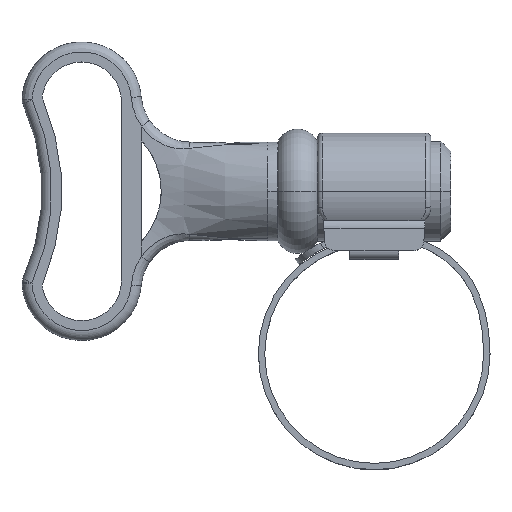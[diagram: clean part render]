
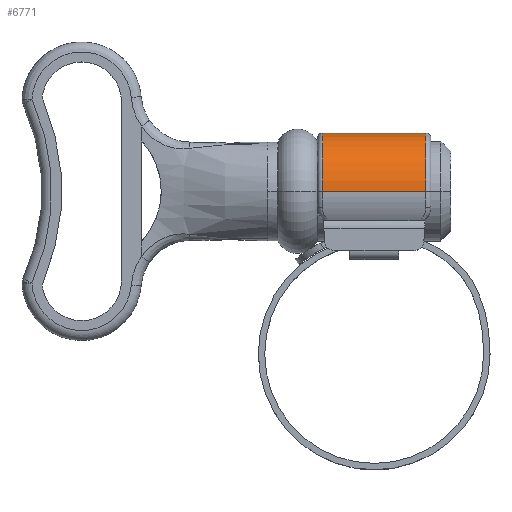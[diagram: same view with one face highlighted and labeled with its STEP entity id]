
A CAD part, top view. The second image highlights one B-rep face of the part: STEP entity #6771.
In plain terms, the highlighted cylindrical face has radius 5.85 mm (diameter 11.7 mm), a partial arc.
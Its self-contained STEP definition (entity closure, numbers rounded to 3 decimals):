
#25 = EDGE_CURVE ( 'NONE', #6431, #4397, #2848, .T. ) ;
#84 = CARTESIAN_POINT ( 'NONE',  ( 5.2, 16.35, 5.85 ) ) ;
#225 = EDGE_LOOP ( 'NONE', ( #9476, #5654, #7376, #6700 ) ) ;
#448 = EDGE_CURVE ( 'NONE', #4397, #2942, #4299, .T. ) ;
#791 = DIRECTION ( 'NONE',  ( 1., 0., 0. ) ) ;
#1156 = CIRCLE ( 'NONE', #6973, 5.85 ) ;
#2059 = DIRECTION ( 'NONE',  ( 1., 0., 0. ) ) ;
#2269 = FACE_OUTER_BOUND ( 'NONE', #225, .T. ) ;
#2278 = DIRECTION ( 'NONE',  ( 0., 0., -1. ) ) ;
#2848 = LINE ( 'NONE', #5151, #6629 ) ;
#2942 = VERTEX_POINT ( 'NONE', #7360 ) ;
#3356 = DIRECTION ( 'NONE',  ( 1., 0., 0. ) ) ;
#4139 = AXIS2_PLACEMENT_3D ( 'NONE', #9021, #4545, #2278 ) ;
#4299 = CIRCLE ( 'NONE', #4139, 5.85 ) ;
#4397 = VERTEX_POINT ( 'NONE', #84 ) ;
#4538 = DIRECTION ( 'NONE',  ( 0., 0., 1. ) ) ;
#4545 = DIRECTION ( 'NONE',  ( -1., 0., 0. ) ) ;
#4844 = VERTEX_POINT ( 'NONE', #7154 ) ;
#4956 = VECTOR ( 'NONE', #3356, 1000. ) ;
#4981 = CARTESIAN_POINT ( 'NONE',  ( -5.7, 16.35, -5.85 ) ) ;
#5151 = CARTESIAN_POINT ( 'NONE',  ( -5.7, 16.35, 5.85 ) ) ;
#5654 = ORIENTED_EDGE ( 'NONE', *, *, #25, .T. ) ;
#6028 = AXIS2_PLACEMENT_3D ( 'NONE', #7535, #8292, #7685 ) ;
#6431 = VERTEX_POINT ( 'NONE', #7312 ) ;
#6629 = VECTOR ( 'NONE', #2059, 1000. ) ;
#6700 = ORIENTED_EDGE ( 'NONE', *, *, #8043, .F. ) ;
#6741 = CYLINDRICAL_SURFACE ( 'NONE', #6028, 5.85 ) ;
#6771 = ADVANCED_FACE ( 'NONE', ( #2269 ), #6741, .T. ) ;
#6783 = EDGE_CURVE ( 'NONE', #4844, #6431, #1156, .T. ) ;
#6973 = AXIS2_PLACEMENT_3D ( 'NONE', #9702, #791, #4538 ) ;
#7154 = CARTESIAN_POINT ( 'NONE',  ( -5.2, 16.35, -5.85 ) ) ;
#7312 = CARTESIAN_POINT ( 'NONE',  ( -5.2, 16.35, 5.85 ) ) ;
#7360 = CARTESIAN_POINT ( 'NONE',  ( 5.2, 16.35, -5.85 ) ) ;
#7376 = ORIENTED_EDGE ( 'NONE', *, *, #448, .T. ) ;
#7535 = CARTESIAN_POINT ( 'NONE',  ( -5.7, 16.35, 0. ) ) ;
#7685 = DIRECTION ( 'NONE',  ( 0., 0., -1. ) ) ;
#8043 = EDGE_CURVE ( 'NONE', #4844, #2942, #8636, .T. ) ;
#8292 = DIRECTION ( 'NONE',  ( 1., 0., 0. ) ) ;
#8636 = LINE ( 'NONE', #4981, #4956 ) ;
#9021 = CARTESIAN_POINT ( 'NONE',  ( 5.2, 16.35, 0. ) ) ;
#9476 = ORIENTED_EDGE ( 'NONE', *, *, #6783, .T. ) ;
#9702 = CARTESIAN_POINT ( 'NONE',  ( -5.2, 16.35, 0. ) ) ;
